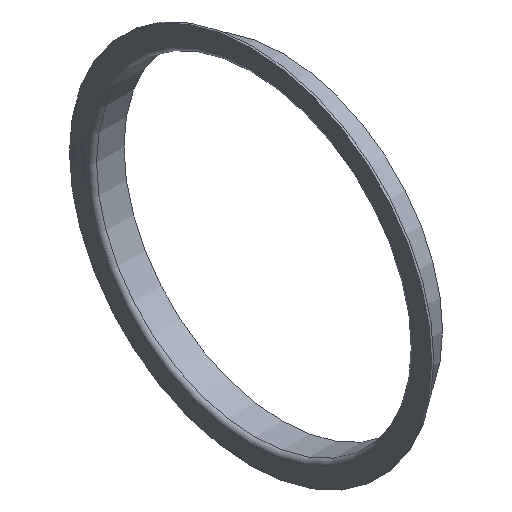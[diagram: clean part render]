
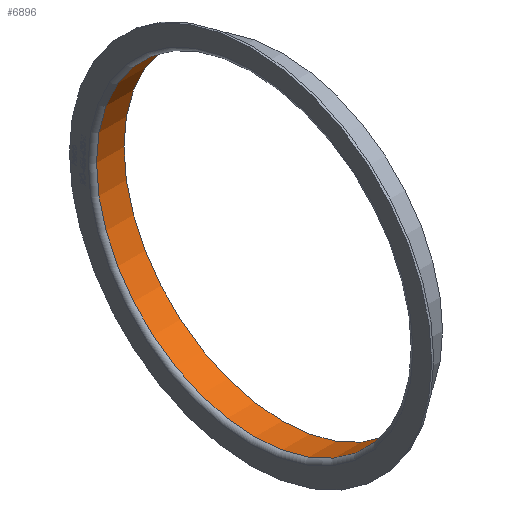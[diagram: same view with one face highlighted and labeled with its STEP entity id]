
A CAD part, isometric view. The second image highlights one B-rep face of the part: STEP entity #6896.
In plain terms, the highlighted cylindrical face has radius 225 mm (diameter 450 mm), a full revolution.
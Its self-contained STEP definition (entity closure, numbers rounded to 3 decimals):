
#377 = AXIS2_PLACEMENT_3D ( 'NONE', #13832, #4219, #7797 ) ;
#1969 = EDGE_LOOP ( 'NONE', ( #7754 ) ) ;
#3049 = CIRCLE ( 'NONE', #11826, 225. ) ;
#3208 = DIRECTION ( 'NONE',  ( 0., 0., -1. ) ) ;
#3393 = CARTESIAN_POINT ( 'NONE',  ( 6., 0., -225. ) ) ;
#3630 = CARTESIAN_POINT ( 'NONE',  ( 45., 0., 225. ) ) ;
#4219 = DIRECTION ( 'NONE',  ( -1., 0., 0. ) ) ;
#4494 = DIRECTION ( 'NONE',  ( -1., 0., 0. ) ) ;
#5597 = EDGE_LOOP ( 'NONE', ( #6372 ) ) ;
#6372 = ORIENTED_EDGE ( 'NONE', *, *, #7939, .F. ) ;
#6780 = CIRCLE ( 'NONE', #15531, 225. ) ;
#6896 = ADVANCED_FACE ( 'NONE', ( #9073, #14003 ), #14941, .F. ) ;
#7005 = CARTESIAN_POINT ( 'NONE',  ( 45., 0., 0. ) ) ;
#7754 = ORIENTED_EDGE ( 'NONE', *, *, #9981, .T. ) ;
#7797 = DIRECTION ( 'NONE',  ( 0., 0., 1. ) ) ;
#7939 = EDGE_CURVE ( 'NONE', #13023, #13023, #6780, .T. ) ;
#8169 = VERTEX_POINT ( 'NONE', #3393 ) ;
#9073 = FACE_OUTER_BOUND ( 'NONE', #1969, .T. ) ;
#9981 = EDGE_CURVE ( 'NONE', #8169, #8169, #3049, .T. ) ;
#10438 = CARTESIAN_POINT ( 'NONE',  ( 6., 0., 0. ) ) ;
#11779 = DIRECTION ( 'NONE',  ( 0., 0., 1. ) ) ;
#11826 = AXIS2_PLACEMENT_3D ( 'NONE', #10438, #4494, #3208 ) ;
#13023 = VERTEX_POINT ( 'NONE', #3630 ) ;
#13832 = CARTESIAN_POINT ( 'NONE',  ( 0., 0., 0. ) ) ;
#14003 = FACE_OUTER_BOUND ( 'NONE', #5597, .T. ) ;
#14941 = CYLINDRICAL_SURFACE ( 'NONE', #377, 225. ) ;
#15456 = DIRECTION ( 'NONE',  ( -1., 0., 0. ) ) ;
#15531 = AXIS2_PLACEMENT_3D ( 'NONE', #7005, #15456, #11779 ) ;
